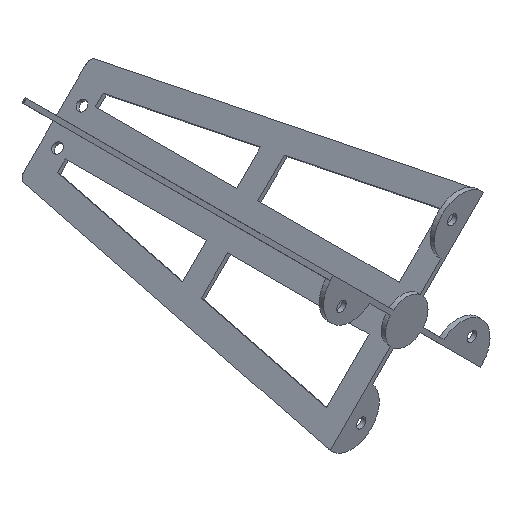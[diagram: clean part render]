
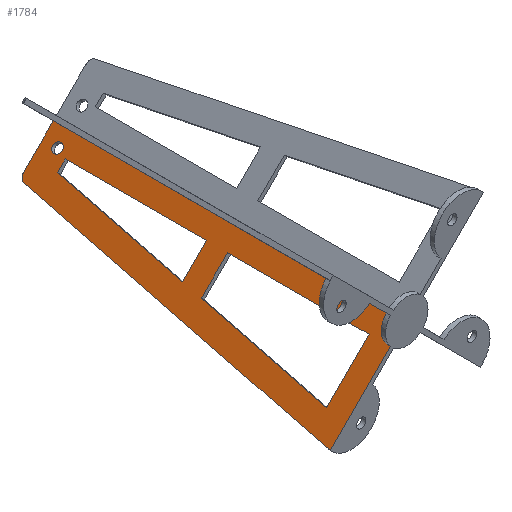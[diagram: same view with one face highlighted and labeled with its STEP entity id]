
A CAD part, isometric view. The second image highlights one B-rep face of the part: STEP entity #1784.
In plain terms, the highlighted planar face has unit normal (-0.707, 0, 0.707).
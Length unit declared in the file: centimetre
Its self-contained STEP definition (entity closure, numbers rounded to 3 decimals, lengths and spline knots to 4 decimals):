
#39=FACE_BOUND('',#276,.T.);
#40=FACE_BOUND('',#277,.T.);
#41=FACE_BOUND('',#278,.T.);
#72=B_SPLINE_CURVE_WITH_KNOTS('',3,(#2820,#2821,#2822,#2823,#2824,#2825,
#2826,#2827,#2828,#2829),.UNSPECIFIED.,.F.,.F.,(4,2,2,2,4),(0.0956,
0.111,0.2221,0.3333,0.4445),
 .UNSPECIFIED.);
#99=CIRCLE('',#1906,0.223);
#174=FACE_OUTER_BOUND('',#275,.T.);
#275=EDGE_LOOP('',(#1371,#1372,#1373,#1374,#1375,#1376,#1377,#1378));
#276=EDGE_LOOP('',(#1379,#1380,#1381,#1382));
#277=EDGE_LOOP('',(#1383,#1384,#1385,#1386));
#278=EDGE_LOOP('',(#1387));
#418=LINE('',#2606,#612);
#422=LINE('',#2615,#616);
#426=LINE('',#2623,#620);
#431=LINE('',#2632,#625);
#434=LINE('',#2638,#628);
#435=LINE('',#2641,#629);
#453=LINE('',#2754,#647);
#472=LINE('',#2848,#666);
#473=LINE('',#2850,#667);
#474=LINE('',#2852,#668);
#475=LINE('',#2854,#669);
#476=LINE('',#2856,#670);
#477=LINE('',#2857,#671);
#478=LINE('',#2858,#672);
#479=LINE('',#2859,#673);
#612=VECTOR('',#2088,1.7547);
#616=VECTOR('',#2094,1.5949);
#620=VECTOR('',#2100,6.7423);
#625=VECTOR('',#2107,6.7356);
#628=VECTOR('',#2112,6.6536);
#629=VECTOR('',#2115,6.65);
#647=VECTOR('',#2181,1.9912);
#666=VECTOR('',#2232,0.0021);
#667=VECTOR('',#2233,16.5098);
#668=VECTOR('',#2234,4.005);
#669=VECTOR('',#2235,0.2);
#670=VECTOR('',#2236,0.895);
#671=VECTOR('',#2237,16.3);
#672=VECTOR('',#2238,0.5245);
#673=VECTOR('',#2239,2.8262);
#794=VERTEX_POINT('',#2604);
#795=VERTEX_POINT('',#2605);
#798=VERTEX_POINT('',#2613);
#799=VERTEX_POINT('',#2614);
#802=VERTEX_POINT('',#2622);
#805=VERTEX_POINT('',#2630);
#807=VERTEX_POINT('',#2636);
#808=VERTEX_POINT('',#2640);
#838=VERTEX_POINT('',#2751);
#839=VERTEX_POINT('',#2753);
#855=VERTEX_POINT('',#2819);
#858=VERTEX_POINT('',#2847);
#859=VERTEX_POINT('',#2849);
#860=VERTEX_POINT('',#2851);
#861=VERTEX_POINT('',#2853);
#862=VERTEX_POINT('',#2855);
#863=VERTEX_POINT('',#2860);
#974=EDGE_CURVE('',#794,#795,#418,.T.);
#978=EDGE_CURVE('',#798,#799,#422,.T.);
#982=EDGE_CURVE('',#802,#795,#426,.T.);
#987=EDGE_CURVE('',#799,#805,#431,.T.);
#990=EDGE_CURVE('',#794,#807,#434,.T.);
#991=EDGE_CURVE('',#808,#798,#435,.T.);
#1030=EDGE_CURVE('',#838,#839,#453,.T.);
#1056=EDGE_CURVE('',#855,#838,#72,.T.);
#1061=EDGE_CURVE('',#855,#858,#472,.T.);
#1062=EDGE_CURVE('',#858,#859,#473,.T.);
#1063=EDGE_CURVE('',#859,#860,#474,.T.);
#1064=EDGE_CURVE('',#860,#861,#475,.T.);
#1065=EDGE_CURVE('',#861,#862,#476,.T.);
#1066=EDGE_CURVE('',#839,#862,#477,.T.);
#1067=EDGE_CURVE('',#805,#808,#478,.T.);
#1068=EDGE_CURVE('',#807,#802,#479,.T.);
#1069=EDGE_CURVE('',#863,#863,#99,.T.);
#1371=ORIENTED_EDGE('',*,*,#1056,.F.);
#1372=ORIENTED_EDGE('',*,*,#1061,.T.);
#1373=ORIENTED_EDGE('',*,*,#1062,.T.);
#1374=ORIENTED_EDGE('',*,*,#1063,.T.);
#1375=ORIENTED_EDGE('',*,*,#1064,.T.);
#1376=ORIENTED_EDGE('',*,*,#1065,.T.);
#1377=ORIENTED_EDGE('',*,*,#1066,.F.);
#1378=ORIENTED_EDGE('',*,*,#1030,.F.);
#1379=ORIENTED_EDGE('',*,*,#987,.T.);
#1380=ORIENTED_EDGE('',*,*,#1067,.T.);
#1381=ORIENTED_EDGE('',*,*,#991,.T.);
#1382=ORIENTED_EDGE('',*,*,#978,.T.);
#1383=ORIENTED_EDGE('',*,*,#974,.F.);
#1384=ORIENTED_EDGE('',*,*,#990,.T.);
#1385=ORIENTED_EDGE('',*,*,#1068,.T.);
#1386=ORIENTED_EDGE('',*,*,#982,.T.);
#1387=ORIENTED_EDGE('',*,*,#1069,.T.);
#1704=PLANE('',#1905);
#1784=ADVANCED_FACE('',(#174,#39,#40,#41),#1704,.T.);
#1905=AXIS2_PLACEMENT_3D('',#2846,#2230,#2231);
#1906=AXIS2_PLACEMENT_3D('',#2861,#2240,#2241);
#2088=DIRECTION('',(-0.707,0.002,-0.707));
#2094=DIRECTION('',(-0.707,0.,-0.707));
#2100=DIRECTION('',(0.112,0.987,0.112));
#2107=DIRECTION('',(0.112,0.987,0.112));
#2112=DIRECTION('',(0.,-1.,0.));
#2115=DIRECTION('',(0.,-1.,0.));
#2181=DIRECTION('',(0.707,0.,0.707));
#2230=DIRECTION('center_axis',(-0.707,0.,0.707));
#2231=DIRECTION('ref_axis',(0.707,0.,0.707));
#2232=DIRECTION('',(-0.707,0.,-0.707));
#2233=DIRECTION('',(-0.112,-0.987,-0.112));
#2234=DIRECTION('',(0.707,0.,0.707));
#2235=DIRECTION('',(0.,1.,0.));
#2236=DIRECTION('',(0.707,0.,0.707));
#2237=DIRECTION('',(0.,-1.,0.));
#2238=DIRECTION('',(0.707,0.,0.707));
#2239=DIRECTION('',(-0.707,0.,-0.707));
#2240=DIRECTION('center_axis',(0.707,0.,-0.707));
#2241=DIRECTION('ref_axis',(-0.707,0.,-0.707));
#2604=CARTESIAN_POINT('',(1.2122,-4.0838,-0.109));
#2605=CARTESIAN_POINT('',(-0.0286,-4.0807,-1.3498));
#2606=CARTESIAN_POINT('',(2.6264,-4.0874,1.3052));
#2613=CARTESIAN_POINT('',(1.2122,-3.0874,-0.109));
#2614=CARTESIAN_POINT('',(0.0844,-3.0874,-1.2368));
#2615=CARTESIAN_POINT('',(2.6264,-3.0874,1.3052));
#2622=CARTESIAN_POINT('',(-0.7862,-10.7374,-2.1074));
#2623=CARTESIAN_POINT('',(0.8413,3.5626,-0.4799));
#2630=CARTESIAN_POINT('',(0.8413,3.5626,-0.4799));
#2632=CARTESIAN_POINT('',(0.8413,3.5626,-0.4799));
#2636=CARTESIAN_POINT('',(1.2122,-10.7374,-0.109));
#2638=CARTESIAN_POINT('',(1.2122,3.5626,-0.109));
#2640=CARTESIAN_POINT('',(1.2122,3.5626,-0.109));
#2641=CARTESIAN_POINT('',(1.2122,3.5626,-0.109));
#2751=CARTESIAN_POINT('',(0.4406,4.7626,-0.8806));
#2753=CARTESIAN_POINT('',(1.8486,4.7626,0.5274));
#2754=CARTESIAN_POINT('',(1.9193,4.7626,0.5981));
#2819=CARTESIAN_POINT('',(0.2404,4.5626,-1.0808));
#2820=CARTESIAN_POINT('Ctrl Pts',(0.2404,4.5626,-1.0808));
#2821=CARTESIAN_POINT('Ctrl Pts',(0.2417,4.5677,-1.0796));
#2822=CARTESIAN_POINT('Ctrl Pts',(0.243,4.5726,-1.0782));
#2823=CARTESIAN_POINT('Ctrl Pts',(0.2544,4.6116,-1.0668));
#2824=CARTESIAN_POINT('Ctrl Pts',(0.2719,4.6486,-1.0493));
#2825=CARTESIAN_POINT('Ctrl Pts',(0.3089,4.7009,-1.0123));
#2826=CARTESIAN_POINT('Ctrl Pts',(0.3351,4.7256,-0.9861));
#2827=CARTESIAN_POINT('Ctrl Pts',(0.3835,4.754,-0.9377));
#2828=CARTESIAN_POINT('Ctrl Pts',(0.4144,4.7626,-0.9068));
#2829=CARTESIAN_POINT('Ctrl Pts',(0.4406,4.7626,-0.8806));
#2846=CARTESIAN_POINT('Origin',(1.9193,-3.5874,0.5981));
#2847=CARTESIAN_POINT('',(0.2389,4.5626,-1.0823));
#2848=CARTESIAN_POINT('',(3.5997,4.5626,2.2785));
#2849=CARTESIAN_POINT('',(-1.6162,-11.7374,-2.9375));
#2850=CARTESIAN_POINT('',(0.2389,4.5626,-1.0823));
#2851=CARTESIAN_POINT('',(1.2157,-11.7374,-0.1055));
#2852=CARTESIAN_POINT('',(1.9193,-11.7374,0.5981));
#2853=CARTESIAN_POINT('',(1.2157,-11.5374,-0.1055));
#2854=CARTESIAN_POINT('',(1.2157,-11.7374,-0.1055));
#2855=CARTESIAN_POINT('',(1.8486,-11.5374,0.5274));
#2856=CARTESIAN_POINT('',(1.9193,-11.5374,0.5981));
#2857=CARTESIAN_POINT('',(1.8486,-3.5874,0.5274));
#2858=CARTESIAN_POINT('',(1.2122,3.5626,-0.109));
#2859=CARTESIAN_POINT('',(1.2122,-10.7374,-0.109));
#2860=CARTESIAN_POINT('',(1.5026,4.0626,0.1814));
#2861=CARTESIAN_POINT('Origin',(1.3449,4.0626,0.0237));
